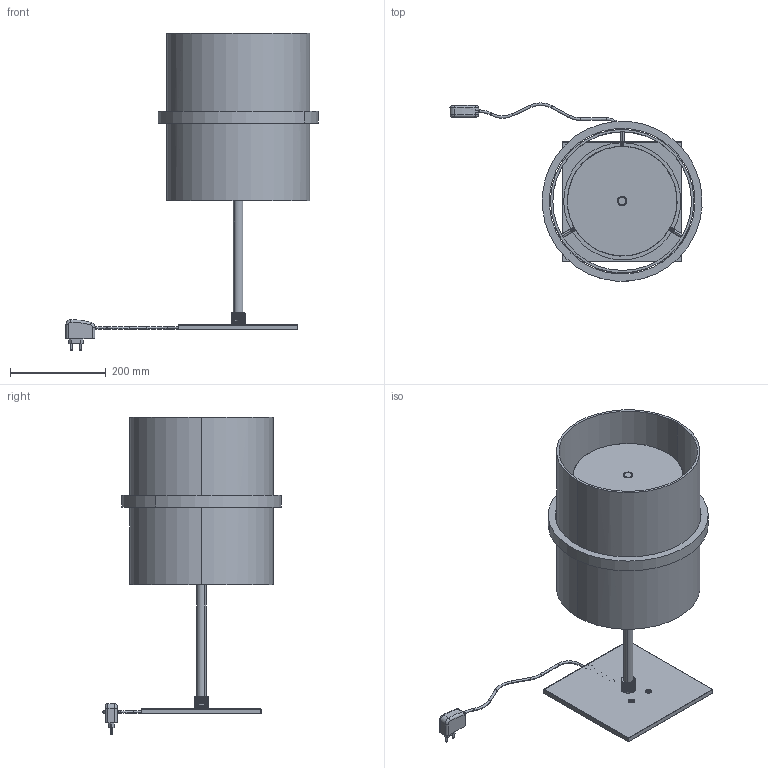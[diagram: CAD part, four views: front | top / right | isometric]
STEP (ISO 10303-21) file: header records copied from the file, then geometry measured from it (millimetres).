
FILE_DESCRIPTION (( 'STEP AP214' ), '1' );
FILE_NAME ('BOA_TAVOLO.STEP', '2020-08-12T09:31:38', ( '' ), ( '' ), 'SwSTEP 2.0', 'SolidWorks 2014', '' );
FILE_SCHEMA (( 'AUTOMOTIVE_DESIGN' ));
Length unit declared in the file: millimetre
Products named in the file (77): 035TM_001; vite tc m4x14 croce; grano_STEAB_nylon_M3x6_5047-3-6-0; 034SM_002; 008TS_020; steab 5301-34-1; vite_TC_2.9_X_6.5_T_CR; 034SM_001; 008PM_016; BOA_TAVOLO; vite_tsp_tcroce_m5x20; 033SM_007; EMC_driver_18W_spina_con_cavo; 008PM_001_140618; 036TM_003; viteTS_autof_2_9x6_5_zinc; 033SM_004; 008PM_022; 036TM_000_ASSIEME_BASE; 033SM_006; bloccacavo_STEAB_5922; 035TM_002; 033SM_009; 035FM_005; 035FM_006; capocorda occh d 4; 035FM_007; TIGE M13 X 1 X 30; 008PM_015; 008TS_019; rondella dentellata d 3
Assembly tree (47 placements, depth 3):
  vite tc m4x14 croce
  008TS_020
  vite_TC_2.9_X_6.5_T_CR
  BOA_TAVOLO
    035FM_005
    008PM_001_140618
    008PM_015
    008PM_016
    008PM_022
    vite_TC_2.9_X_6.5_T_CR  x2
    grano_STEAB_nylon_M3x6_5047-3-6-0
    034SM_001
    034SM_002
    033SM_004
    033SM_009
    033SM_006
    033SM_007
    036TM_000_ASSIEME_BASE
      035TM_001
      035TM_002
      rondella dentellata d 3  x2
      008TS_019  x2
      008TS_020  x2
      steab 5301-34-1  x2
      capocorda occh d 4  x2
      036TM_003
      EMC_driver_18W_spina_con_cavo
      bloccacavo_STEAB_5922
      viteTS_autof_2_9x6_5_zinc  x2
      vite_tsp_tcroce_m5x20  x2
    035FM_006  x3
    035FM_007  x3
    vite tc m4x14 croce  x6
    TIGE M13 X 1 X 30
  vite_tsp_tcroce_m5x20
Bounding box: 527.2 x 373.44 x 664.32 mm (x, y, z)
Volume: 3181309.5 mm3; surface area: 1297378.2 mm2
Topology: 46 solids, 46 shells, 2049 faces, 4936 edges, 3202 vertices
Faces by surface type: plane 1390, cylinder 464, cone 110, torus 80, bspline 3, sphere 2
Entity records: 53061 total; most frequent: CARTESIAN_POINT 10940, ORIENTED_EDGE 8134, DIRECTION 8020, EDGE_CURVE 4067, LINE 3096, VECTOR 3096, VERTEX_POINT 2660, AXIS2_PLACEMENT_3D 2462
